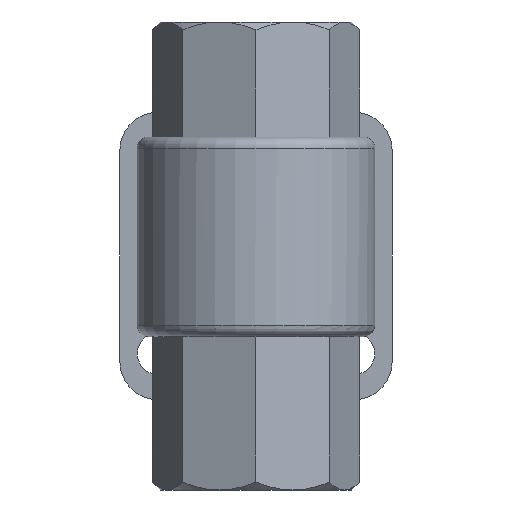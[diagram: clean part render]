
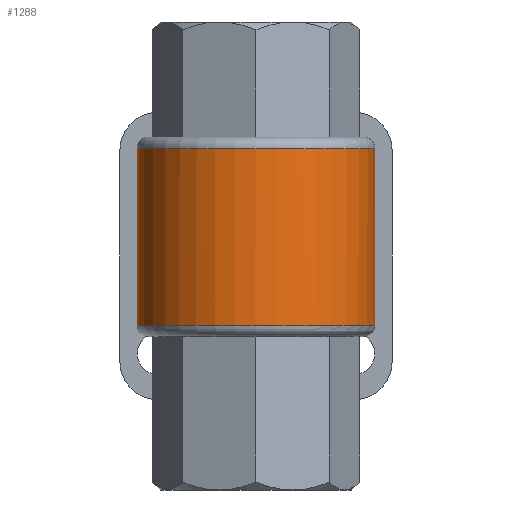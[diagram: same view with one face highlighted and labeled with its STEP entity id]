
A CAD part, front view. The second image highlights one B-rep face of the part: STEP entity #1288.
In plain terms, the highlighted cylindrical face has radius 15.5 mm (diameter 31 mm), a full revolution.
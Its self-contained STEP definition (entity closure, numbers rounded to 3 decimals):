
#71=CIRCLE('',#1404,15.5);
#72=CIRCLE('',#1405,15.5);
#134=CYLINDRICAL_SURFACE('',#1403,15.5);
#327=ORIENTED_EDGE('',*,*,#671,.F.);
#328=ORIENTED_EDGE('',*,*,#672,.F.);
#329=ORIENTED_EDGE('',*,*,#673,.T.);
#671=EDGE_CURVE('',#837,#838,#71,.T.);
#672=EDGE_CURVE('',#838,#837,#946,.T.);
#673=EDGE_CURVE('',#839,#839,#72,.T.);
#837=VERTEX_POINT('',#2036);
#838=VERTEX_POINT('',#2037);
#839=VERTEX_POINT('',#2059);
#946=B_SPLINE_CURVE_WITH_KNOTS('',3,(#2038,#2039,#2040,#2041,#2042,#2043,
#2044,#2045,#2046,#2047,#2048,#2049,#2050,#2051,#2052,#2053,#2054,#2055,
#2056,#2057),.UNSPECIFIED.,.F.,.F.,(4,1,1,1,1,1,1,1,1,1,1,1,1,1,1,1,1,4),
(0.,0.003,0.007,0.01,0.014,
0.017,0.021,0.024,0.027,
0.031,0.034,0.038,0.039,
0.041,0.044,0.048,0.051,
0.055),.UNSPECIFIED.);
#990=EDGE_LOOP('',(#327,#328));
#991=EDGE_LOOP('',(#329));
#1123=FACE_BOUND('',#990,.T.);
#1124=FACE_BOUND('',#991,.T.);
#1288=ADVANCED_FACE('',(#1123,#1124),#134,.T.);
#1403=AXIS2_PLACEMENT_3D('',#2034,#1604,#1605);
#1404=AXIS2_PLACEMENT_3D('',#2035,#1606,#1607);
#1405=AXIS2_PLACEMENT_3D('',#2058,#1608,#1609);
#1604=DIRECTION('',(0.,0.,-1.));
#1605=DIRECTION('',(-1.,0.,0.));
#1606=DIRECTION('',(0.,0.,-1.));
#1607=DIRECTION('',(-1.,0.,0.));
#1608=DIRECTION('',(0.,0.,-1.));
#1609=DIRECTION('',(-1.,0.,0.));
#2034=CARTESIAN_POINT('',(0.,0.,-10.5));
#2035=CARTESIAN_POINT('',(0.,0.,-9.));
#2036=CARTESIAN_POINT('',(3.041,15.199,-9.));
#2037=CARTESIAN_POINT('',(-3.041,15.199,-9.));
#2038=CARTESIAN_POINT('',(-3.041,15.199,-9.));
#2039=CARTESIAN_POINT('',(-4.12,14.983,-8.635));
#2040=CARTESIAN_POINT('',(-6.063,14.355,-7.554));
#2041=CARTESIAN_POINT('',(-8.245,13.18,-5.086));
#2042=CARTESIAN_POINT('',(-9.505,12.25,-1.973));
#2043=CARTESIAN_POINT('',(-9.584,12.185,1.578));
#2044=CARTESIAN_POINT('',(-8.426,13.059,4.786));
#2045=CARTESIAN_POINT('',(-6.336,14.234,7.327));
#2046=CARTESIAN_POINT('',(-3.474,15.224,9.058));
#2047=CARTESIAN_POINT('',(-0.044,15.634,9.715));
#2048=CARTESIAN_POINT('',(3.416,15.239,9.083));
#2049=CARTESIAN_POINT('',(6.305,14.248,7.357));
#2050=CARTESIAN_POINT('',(8.059,13.266,5.233));
#2051=CARTESIAN_POINT('',(8.982,12.639,3.24));
#2052=CARTESIAN_POINT('',(9.568,12.198,1.027));
#2053=CARTESIAN_POINT('',(9.518,12.24,-1.917));
#2054=CARTESIAN_POINT('',(8.253,13.175,-5.083));
#2055=CARTESIAN_POINT('',(6.056,14.358,-7.558));
#2056=CARTESIAN_POINT('',(4.125,14.982,-8.634));
#2057=CARTESIAN_POINT('',(3.041,15.199,-9.));
#2058=CARTESIAN_POINT('',(0.,0.,14.));
#2059=CARTESIAN_POINT('',(-15.5,0.,14.));
